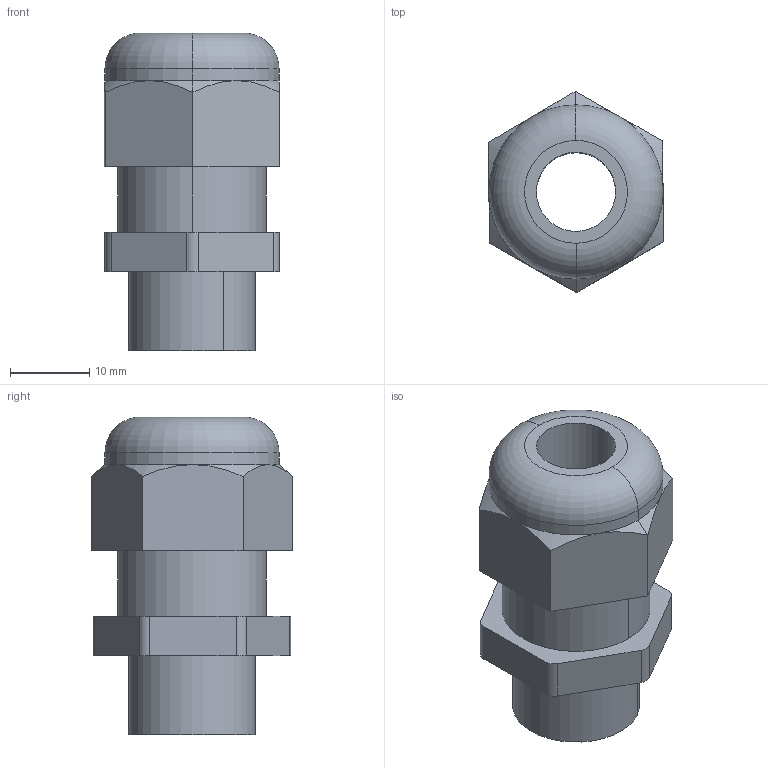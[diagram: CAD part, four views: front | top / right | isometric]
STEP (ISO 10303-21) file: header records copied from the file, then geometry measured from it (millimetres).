
FILE_DESCRIPTION(('Creo Elements/Direct Modeling STEP Export'),'2;1');
FILE_NAME('model.stp','2019-05-17T14:44:46',(''),(''),'Creo Elements/Direct Modeling STEP processor for AP214 (Solid Model)','Creo Elements/Direct Modeling 20.1A 29-Sep-2018 (C) Parametric Technology GmbH','');
FILE_SCHEMA(('AUTOMOTIVE_DESIGN { 1 0 10303 214 1 1 1 1 }'));
Length unit declared in the file: millimetre
Products named in the file (2): G_INS_M16_S68N_PNES_GY-select
Assembly tree (1 placements, depth 2):
  G_INS_M16_S68N_PNES_GY-select
    G_INS_M16_S68N_PNES_GY-select
Bounding box: 22.11 x 25.4 x 40.16 mm (x, y, z)
Volume: 9776.1 mm3; surface area: 4671.2 mm2
Topology: 1 solids, 1 shells, 41 faces, 96 edges, 60 vertices
Faces by surface type: plane 17, cylinder 14, cone 8, torus 2
Entity records: 1917 total; most frequent: CARTESIAN_POINT 659, ORIENTED_EDGE 192, DIRECTION 168, EDGE_CURVE 96, AXIS2_PLACEMENT_3D 61, VERTEX_POINT 60, EDGE_LOOP 46, VECTOR 46
